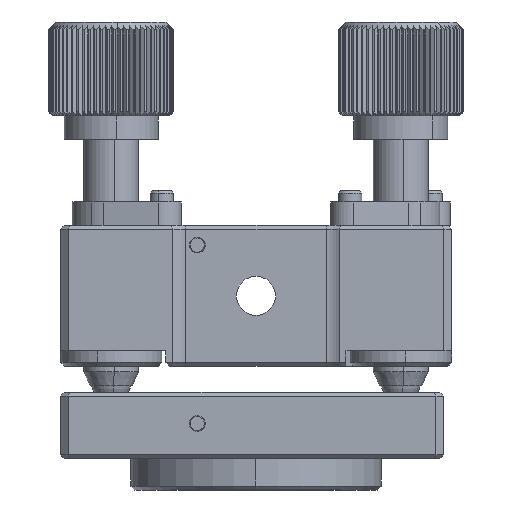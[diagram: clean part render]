
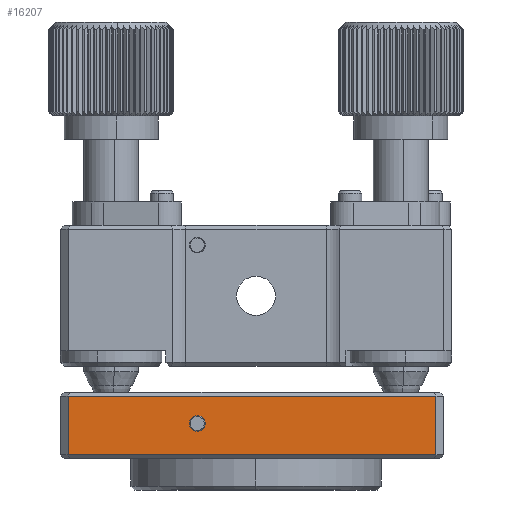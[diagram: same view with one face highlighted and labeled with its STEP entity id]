
A CAD part, left-side view. The second image highlights one B-rep face of the part: STEP entity #16207.
In plain terms, the highlighted planar face has unit normal (-1, 0, 0).
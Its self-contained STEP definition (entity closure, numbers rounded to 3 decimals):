
#442 = CARTESIAN_POINT ( 'NONE',  ( -24., 5.383, 0.295 ) ) ;
#451 = PLANE ( 'NONE',  #7841 ) ;
#540 = CARTESIAN_POINT ( 'NONE',  ( -24., 5.383, 1.295 ) ) ;
#793 = DIRECTION ( 'NONE',  ( -1., 0., 0. ) ) ;
#1588 = LINE ( 'NONE', #6308, #28811 ) ;
#1773 = CARTESIAN_POINT ( 'NONE',  ( -24., 21.883, 3.795 ) ) ;
#2158 = CARTESIAN_POINT ( 'NONE',  ( -24., -25.117, 3.795 ) ) ;
#3952 = DIRECTION ( 'NONE',  ( 0., 0., 1. ) ) ;
#4328 = CIRCLE ( 'NONE', #5315, 1. ) ;
#4526 = CARTESIAN_POINT ( 'NONE',  ( -24., -25.117, 3.795 ) ) ;
#4844 = CARTESIAN_POINT ( 'NONE',  ( -24., -25.117, -4.205 ) ) ;
#5315 = AXIS2_PLACEMENT_3D ( 'NONE', #442, #793, #24198 ) ;
#5810 = DIRECTION ( 'NONE',  ( 1., 0., 0. ) ) ;
#6171 = EDGE_CURVE ( 'NONE', #31421, #7538, #17377, .T. ) ;
#6308 = CARTESIAN_POINT ( 'NONE',  ( -24., 21.883, -4.205 ) ) ;
#6583 = AXIS2_PLACEMENT_3D ( 'NONE', #29747, #29396, #11326 ) ;
#7161 = CARTESIAN_POINT ( 'NONE',  ( -24., -25.117, -3.705 ) ) ;
#7538 = VERTEX_POINT ( 'NONE', #4526 ) ;
#7841 = AXIS2_PLACEMENT_3D ( 'NONE', #18898, #5810, #24203 ) ;
#9153 = EDGE_CURVE ( 'NONE', #7538, #14244, #26374, .T. ) ;
#9613 = DIRECTION ( 'NONE',  ( 0., 1., 0. ) ) ;
#11287 = EDGE_CURVE ( 'NONE', #13272, #31421, #29619, .T. ) ;
#11326 = DIRECTION ( 'NONE',  ( 0., 0., 1. ) ) ;
#11982 = VERTEX_POINT ( 'NONE', #540 ) ;
#13272 = VERTEX_POINT ( 'NONE', #19634 ) ;
#13883 = ORIENTED_EDGE ( 'NONE', *, *, #19031, .F. ) ;
#14244 = VERTEX_POINT ( 'NONE', #1773 ) ;
#14926 = FACE_OUTER_BOUND ( 'NONE', #34009, .T. ) ;
#15306 = ORIENTED_EDGE ( 'NONE', *, *, #23230, .F. ) ;
#15995 = DIRECTION ( 'NONE',  ( 0., -1., 0. ) ) ;
#16207 = ADVANCED_FACE ( 'NONE', ( #23570, #14926 ), #451, .F. ) ;
#16606 = CIRCLE ( 'NONE', #6583, 1. ) ;
#17377 = LINE ( 'NONE', #4844, #21898 ) ;
#17523 = ORIENTED_EDGE ( 'NONE', *, *, #20647, .F. ) ;
#18782 = ORIENTED_EDGE ( 'NONE', *, *, #6171, .T. ) ;
#18898 = CARTESIAN_POINT ( 'NONE',  ( -24., -25.117, -4.205 ) ) ;
#19031 = EDGE_CURVE ( 'NONE', #20995, #11982, #16606, .T. ) ;
#19634 = CARTESIAN_POINT ( 'NONE',  ( -24., 21.883, -3.705 ) ) ;
#20647 = EDGE_CURVE ( 'NONE', #13272, #14244, #1588, .T. ) ;
#20924 = VECTOR ( 'NONE', #15995, 1000. ) ;
#20995 = VERTEX_POINT ( 'NONE', #28671 ) ;
#21416 = VECTOR ( 'NONE', #9613, 1000. ) ;
#21898 = VECTOR ( 'NONE', #31132, 1000. ) ;
#23230 = EDGE_CURVE ( 'NONE', #11982, #20995, #4328, .T. ) ;
#23570 = FACE_BOUND ( 'NONE', #31763, .T. ) ;
#24198 = DIRECTION ( 'NONE',  ( 0., 0., 1. ) ) ;
#24203 = DIRECTION ( 'NONE',  ( 0., 0., -1. ) ) ;
#26374 = LINE ( 'NONE', #2158, #21416 ) ;
#28671 = CARTESIAN_POINT ( 'NONE',  ( -24., 5.383, -0.705 ) ) ;
#28811 = VECTOR ( 'NONE', #3952, 1000. ) ;
#29357 = CARTESIAN_POINT ( 'NONE',  ( -24., -25.117, -3.705 ) ) ;
#29396 = DIRECTION ( 'NONE',  ( -1., 0., 0. ) ) ;
#29515 = ORIENTED_EDGE ( 'NONE', *, *, #9153, .T. ) ;
#29619 = LINE ( 'NONE', #29357, #20924 ) ;
#29747 = CARTESIAN_POINT ( 'NONE',  ( -24., 5.383, 0.295 ) ) ;
#30363 = ORIENTED_EDGE ( 'NONE', *, *, #11287, .T. ) ;
#31132 = DIRECTION ( 'NONE',  ( 0., 0., 1. ) ) ;
#31421 = VERTEX_POINT ( 'NONE', #7161 ) ;
#31763 = EDGE_LOOP ( 'NONE', ( #15306, #13883 ) ) ;
#34009 = EDGE_LOOP ( 'NONE', ( #17523, #30363, #18782, #29515 ) ) ;
